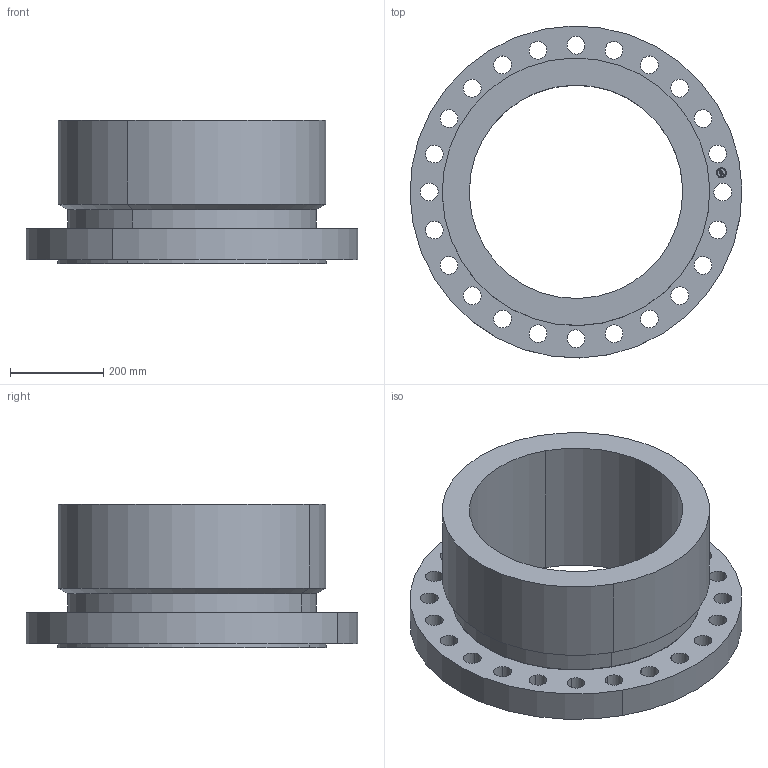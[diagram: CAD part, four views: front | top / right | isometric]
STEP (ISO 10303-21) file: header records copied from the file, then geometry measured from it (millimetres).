
FILE_DESCRIPTION(('3D STEP'),'2;1');
FILE_NAME('18-400-HB-RTJ-STD-CONN-FLANGE.stp','2013-11-29T06:59:30+00:00',('Texas Flange'),(''),'CATIA Version 5 Release 20 SP 6 (IN-10)','CATIA V5 STEP AP214','800-826-3801');
FILE_SCHEMA(('AUTOMOTIVE_DESIGN { 1 0 10303 214 1 1 1 1 }'));
Length unit declared in the file: inch
Products named in the file (1): 18-400-HB-RTJ-STD-CONN-FLANGE
Bounding box: 711 x 711 x 306.4 mm (x, y, z)
Volume: 34449922.2 mm3; surface area: 1690630.7 mm2
Topology: 1 solids, 1 shells, 463 faces, 1308 edges, 868 vertices
Faces by surface type: plane 371, cylinder 78, cone 8, torus 6
Entity records: 17043 total; most frequent: ORIENTED_EDGE 2616, CARTESIAN_POINT 2568, DIRECTION 2090, EDGE_CURVE 1308, VECTOR 1130, LINE 1130, VERTEX_POINT 868, AXIS2_PLACEMENT_3D 570
